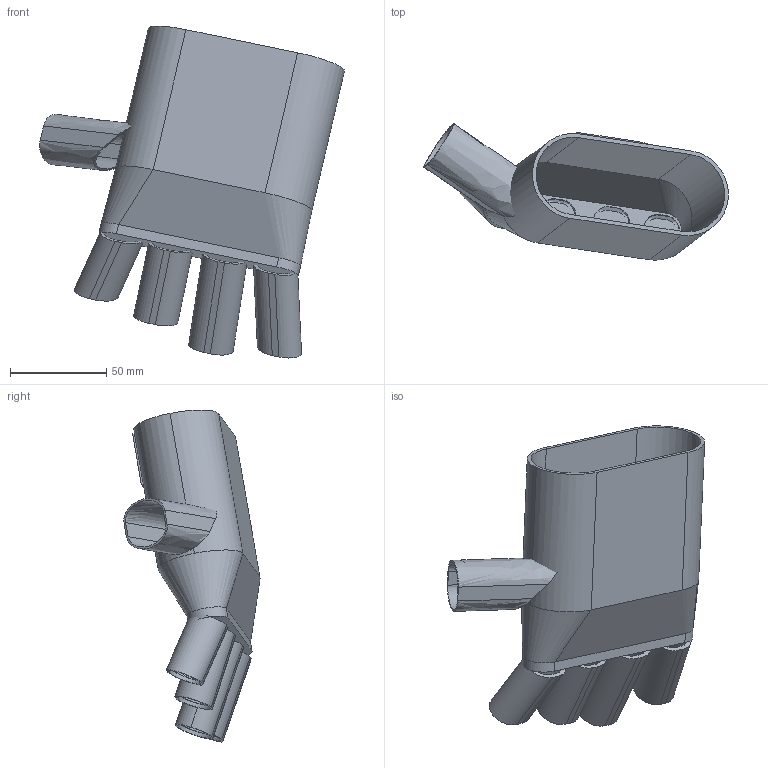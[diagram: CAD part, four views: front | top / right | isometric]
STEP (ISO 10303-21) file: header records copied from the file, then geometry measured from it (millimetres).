
FILE_DESCRIPTION (( 'STEP AP203' ), '1' );
FILE_NAME ('Half Finger Glove.STEP', '2023-07-25T09:53:33', ( '' ), ( '' ), 'SwSTEP 2.0', 'SolidWorks 2018', '' );
FILE_SCHEMA (( 'CONFIG_CONTROL_DESIGN' ));
Length unit declared in the file: millimetre
Products named in the file (1): Half Finger Glove
Bounding box: 158.47 x 70.88 x 172.65 mm (x, y, z)
Volume: 90911.7 mm3; surface area: 92248.1 mm2
Topology: 8 solids, 8 shells, 135 faces, 333 edges, 223 vertices
Faces by surface type: plane 76, bspline 32, cylinder 27
Entity records: 13305 total; most frequent: CARTESIAN_POINT 10264, ORIENTED_EDGE 666, DIRECTION 490, EDGE_CURVE 333, VERTEX_POINT 223, LINE 164, VECTOR 164, AXIS2_PLACEMENT_3D 163
